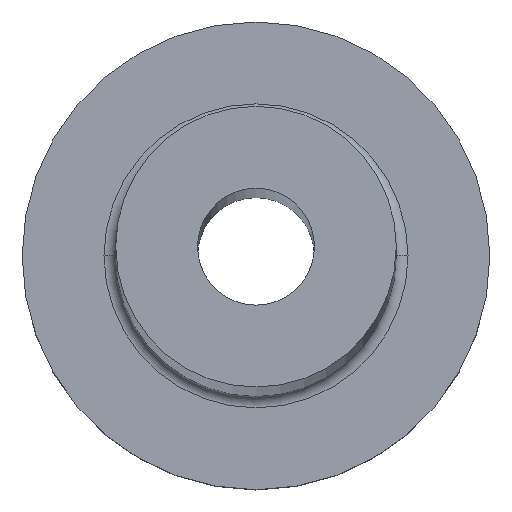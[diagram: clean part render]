
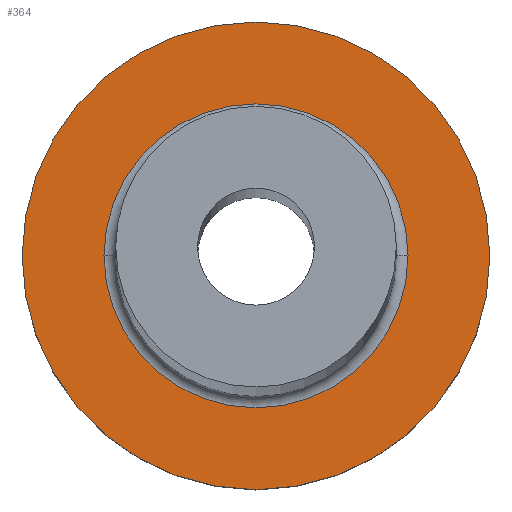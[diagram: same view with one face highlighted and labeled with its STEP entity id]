
A CAD part, top view. The second image highlights one B-rep face of the part: STEP entity #364.
In plain terms, the highlighted planar face has unit normal (0, 0, 1).
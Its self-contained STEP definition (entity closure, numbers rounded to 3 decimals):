
#14 = EDGE_LOOP ( 'NONE', ( #168, #309 ) ) ;
#23 = CARTESIAN_POINT ( 'NONE',  ( 0., 0., 7. ) ) ;
#24 = CARTESIAN_POINT ( 'NONE',  ( -10., 0., 7. ) ) ;
#28 = DIRECTION ( 'NONE',  ( 1., 0., 0. ) ) ;
#48 = AXIS2_PLACEMENT_3D ( 'NONE', #147, #114, #28 ) ;
#50 = CIRCLE ( 'NONE', #56, 6.5 ) ;
#56 = AXIS2_PLACEMENT_3D ( 'NONE', #143, #222, #374 ) ;
#60 = DIRECTION ( 'NONE',  ( 1., 0., 0. ) ) ;
#62 = DIRECTION ( 'NONE',  ( 0., 0., 1. ) ) ;
#65 = PLANE ( 'NONE',  #377 ) ;
#68 = CARTESIAN_POINT ( 'NONE',  ( -6.5, 0., 7. ) ) ;
#73 = VERTEX_POINT ( 'NONE', #68 ) ;
#78 = EDGE_LOOP ( 'NONE', ( #362, #284 ) ) ;
#90 = FACE_BOUND ( 'NONE', #78, .T. ) ;
#96 = CIRCLE ( 'NONE', #277, 6.5 ) ;
#110 = DIRECTION ( 'NONE',  ( 0., 0., -1. ) ) ;
#114 = DIRECTION ( 'NONE',  ( 0., 0., 1. ) ) ;
#141 = VERTEX_POINT ( 'NONE', #248 ) ;
#143 = CARTESIAN_POINT ( 'NONE',  ( 0., 0., 7. ) ) ;
#147 = CARTESIAN_POINT ( 'NONE',  ( 0., 0., 7. ) ) ;
#159 = VERTEX_POINT ( 'NONE', #200 ) ;
#168 = ORIENTED_EDGE ( 'NONE', *, *, #181, .T. ) ;
#181 = EDGE_CURVE ( 'NONE', #313, #141, #349, .T. ) ;
#182 = CIRCLE ( 'NONE', #244, 10. ) ;
#200 = CARTESIAN_POINT ( 'NONE',  ( 6.5, 0., 7. ) ) ;
#202 = CARTESIAN_POINT ( 'NONE',  ( 0., 0., 7. ) ) ;
#207 = FACE_OUTER_BOUND ( 'NONE', #14, .T. ) ;
#222 = DIRECTION ( 'NONE',  ( 0., 0., -1. ) ) ;
#224 = DIRECTION ( 'NONE',  ( 1., 0., 0. ) ) ;
#227 = EDGE_CURVE ( 'NONE', #141, #313, #182, .T. ) ;
#231 = EDGE_CURVE ( 'NONE', #159, #73, #50, .T. ) ;
#241 = EDGE_CURVE ( 'NONE', #73, #159, #96, .T. ) ;
#244 = AXIS2_PLACEMENT_3D ( 'NONE', #23, #283, #258 ) ;
#248 = CARTESIAN_POINT ( 'NONE',  ( 10., 0., 7. ) ) ;
#258 = DIRECTION ( 'NONE',  ( 1., 0., 0. ) ) ;
#265 = CARTESIAN_POINT ( 'NONE',  ( 0., 0., 7. ) ) ;
#277 = AXIS2_PLACEMENT_3D ( 'NONE', #202, #110, #224 ) ;
#283 = DIRECTION ( 'NONE',  ( 0., 0., 1. ) ) ;
#284 = ORIENTED_EDGE ( 'NONE', *, *, #241, .T. ) ;
#309 = ORIENTED_EDGE ( 'NONE', *, *, #227, .T. ) ;
#313 = VERTEX_POINT ( 'NONE', #24 ) ;
#349 = CIRCLE ( 'NONE', #48, 10. ) ;
#362 = ORIENTED_EDGE ( 'NONE', *, *, #231, .T. ) ;
#364 = ADVANCED_FACE ( 'NONE', ( #90, #207 ), #65, .T. ) ;
#374 = DIRECTION ( 'NONE',  ( 1., 0., 0. ) ) ;
#377 = AXIS2_PLACEMENT_3D ( 'NONE', #265, #62, #60 ) ;
